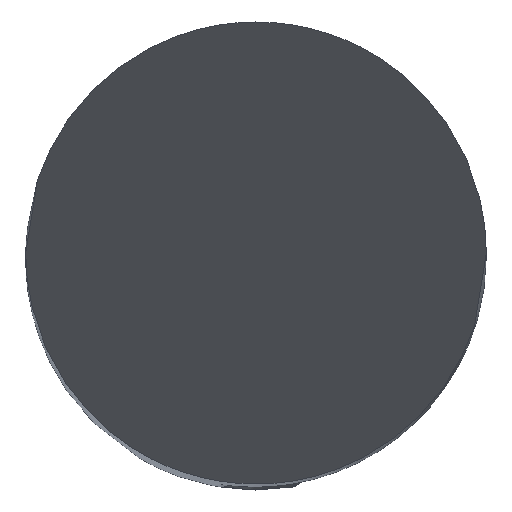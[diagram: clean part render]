
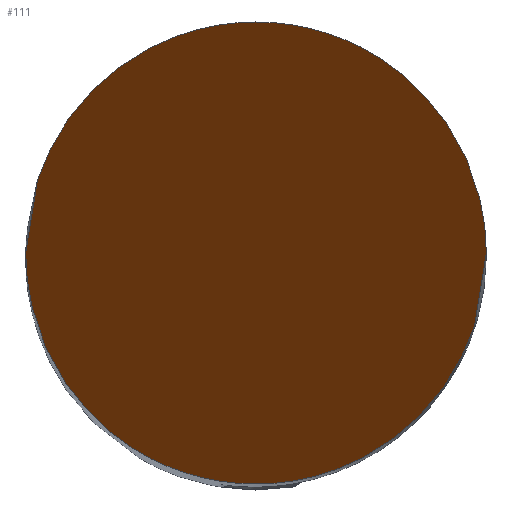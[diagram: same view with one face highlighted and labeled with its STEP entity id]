
A CAD part, top view. The second image highlights one B-rep face of the part: STEP entity #111.
In plain terms, the highlighted planar face has unit normal (0, -0.866, 0.5).
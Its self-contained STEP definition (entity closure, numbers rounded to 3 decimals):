
#54=PLANE('',#646);
#111=ADVANCED_FACE('',(#154),#54,.T.);
#154=FACE_OUTER_BOUND('',#188,.T.);
#188=EDGE_LOOP('',(#311,#312));
#311=ORIENTED_EDGE('',*,*,#485,.F.);
#312=ORIENTED_EDGE('',*,*,#516,.F.);
#429=VERTEX_POINT('',#905);
#430=VERTEX_POINT('',#910);
#485=EDGE_CURVE('',#429,#430,#588,.T.);
#516=EDGE_CURVE('',#430,#429,#592,.T.);
#588=(
BOUNDED_CURVE()
B_SPLINE_CURVE(3,(#906,#907,#908,#909),.UNSPECIFIED.,.F.,.F.)
B_SPLINE_CURVE_WITH_KNOTS((4,4),(0.,1.),.UNSPECIFIED.)
CURVE()
GEOMETRIC_REPRESENTATION_ITEM()
RATIONAL_B_SPLINE_CURVE((1.,0.333,0.333,1.))
REPRESENTATION_ITEM('')
);
#592=(
BOUNDED_CURVE()
B_SPLINE_CURVE(3,(#1052,#1053,#1054,#1055),.UNSPECIFIED.,.F.,.F.)
B_SPLINE_CURVE_WITH_KNOTS((4,4),(0.,1.),.UNSPECIFIED.)
CURVE()
GEOMETRIC_REPRESENTATION_ITEM()
RATIONAL_B_SPLINE_CURVE((1.,0.333,0.333,1.))
REPRESENTATION_ITEM('')
);
#646=AXIS2_PLACEMENT_3D('',#1101,#729,#730);
#729=DIRECTION('',(0.,-0.866,0.5));
#730=DIRECTION('',(0.,-0.5,-0.866));
#905=CARTESIAN_POINT('',(2.5,0.,0.));
#906=CARTESIAN_POINT('',(2.5,0.,0.));
#907=CARTESIAN_POINT('',(2.5,-5.,-8.66));
#908=CARTESIAN_POINT('',(-2.5,-5.,-8.66));
#909=CARTESIAN_POINT('',(-2.5,0.,0.));
#910=CARTESIAN_POINT('',(-2.5,0.,0.));
#1052=CARTESIAN_POINT('',(-2.5,0.,0.));
#1053=CARTESIAN_POINT('',(-2.5,5.,8.66));
#1054=CARTESIAN_POINT('',(2.5,5.,8.66));
#1055=CARTESIAN_POINT('',(2.5,0.,0.));
#1101=CARTESIAN_POINT('',(62.019,2.5,4.33));
